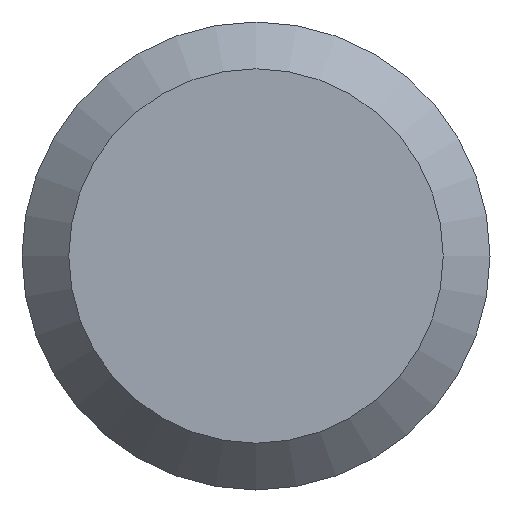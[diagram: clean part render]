
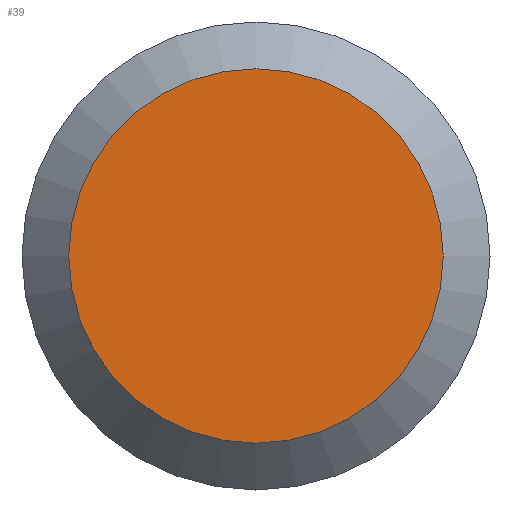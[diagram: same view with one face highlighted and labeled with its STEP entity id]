
A CAD part, left-side view. The second image highlights one B-rep face of the part: STEP entity #39.
In plain terms, the highlighted planar face has unit normal (-1, 0, 0).
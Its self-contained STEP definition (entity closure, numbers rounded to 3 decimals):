
#21 = AXIS2_PLACEMENT_3D ( 'NONE', #82, #64, #177 ) ;
#33 = CARTESIAN_POINT ( 'NONE',  ( 0., 0.55, 0. ) ) ;
#39 = ADVANCED_FACE ( 'NONE', ( #183 ), #108, .F. ) ;
#64 = DIRECTION ( 'NONE',  ( -1., 0., 0. ) ) ;
#67 = ORIENTED_EDGE ( 'NONE', *, *, #161, .T. ) ;
#82 = CARTESIAN_POINT ( 'NONE',  ( 0., 0., 0. ) ) ;
#86 = AXIS2_PLACEMENT_3D ( 'NONE', #33, #113, #141 ) ;
#108 = PLANE ( 'NONE',  #86 ) ;
#113 = DIRECTION ( 'NONE',  ( 1., 0., 0. ) ) ;
#133 = EDGE_LOOP ( 'NONE', ( #67 ) ) ;
#141 = DIRECTION ( 'NONE',  ( 0., 0., -1. ) ) ;
#161 = EDGE_CURVE ( 'NONE', #200, #200, #180, .T. ) ;
#177 = DIRECTION ( 'NONE',  ( 0., 0., -1. ) ) ;
#180 = CIRCLE ( 'NONE', #21, 0.44 ) ;
#182 = CARTESIAN_POINT ( 'NONE',  ( 0., 0., -0.44 ) ) ;
#183 = FACE_OUTER_BOUND ( 'NONE', #133, .T. ) ;
#200 = VERTEX_POINT ( 'NONE', #182 ) ;
